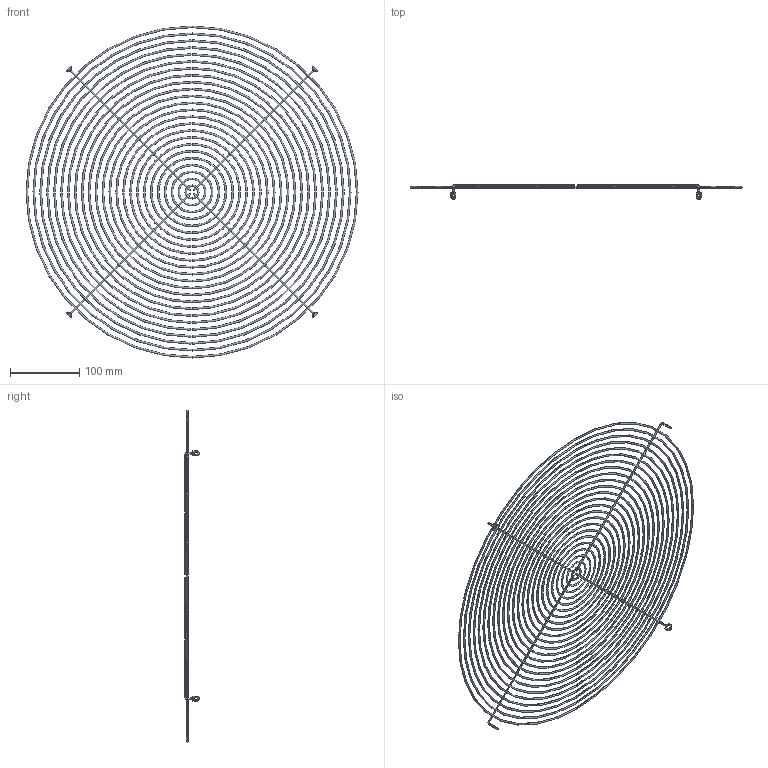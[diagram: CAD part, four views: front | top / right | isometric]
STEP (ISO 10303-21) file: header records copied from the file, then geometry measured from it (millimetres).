
FILE_DESCRIPTION (( 'STEP AP203' ), '1' );
FILE_NAME ('5RE5008.STEP', '2022-03-11T16:03:11', ( '' ), ( '' ), 'SwSTEP 2.0', 'SolidWorks 2018', '' );
FILE_SCHEMA (( 'CONFIG_CONTROL_DESIGN' ));
Length unit declared in the file: millimetre
Products named in the file (1): 5RE5008
Bounding box: 480.4 x 20.83 x 480.4 mm (x, y, z)
Volume: 89629.1 mm3; surface area: 149415.6 mm2
Topology: 21 solids, 21 shells, 152 faces, 372 edges, 228 vertices
Faces by surface type: torus 112, cylinder 24, bspline 8, plane 8
Entity records: 8233 total; most frequent: CARTESIAN_POINT 4385, DIRECTION 890, ORIENTED_EDGE 744, AXIS2_PLACEMENT_3D 433, EDGE_CURVE 372, CIRCLE 288, VERTEX_POINT 228, EDGE_LOOP 184
